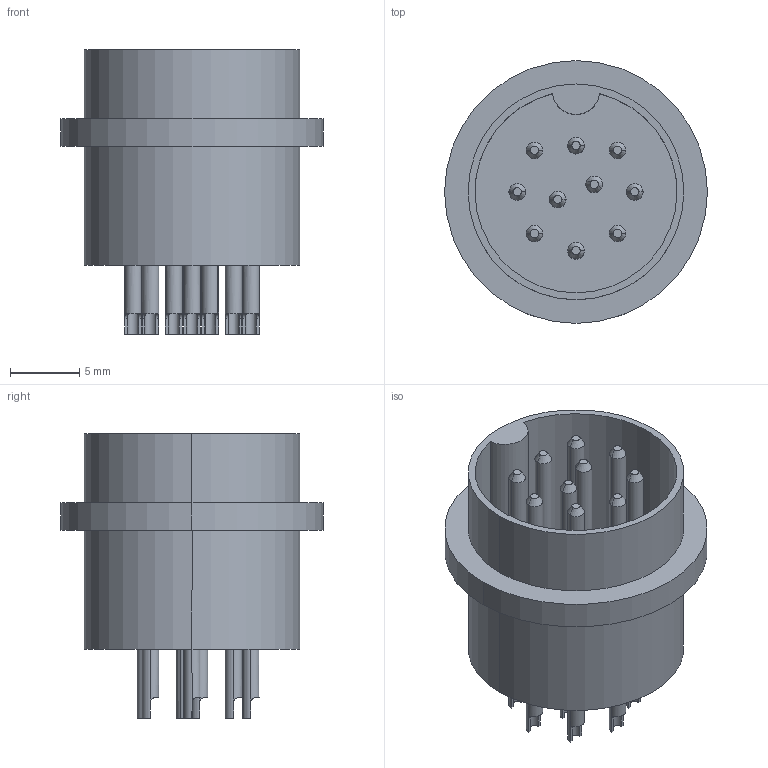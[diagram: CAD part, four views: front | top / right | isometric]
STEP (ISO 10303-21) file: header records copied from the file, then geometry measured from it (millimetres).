
FILE_DESCRIPTION(('CATIA V5 STEP Exchange'),'2;1');
FILE_NAME('GX16-10PINS.stp','2020-04-14T17:36:23+00:00',('none'),('none'),'CATIA Version 5-6 Release 2017','CATIA V5 STEP AP203','none');
FILE_SCHEMA(('CONFIG_CONTROL_DESIGN'));
Length unit declared in the file: millimetre
Products named in the file (1): Konektor
Bounding box: 19 x 19 x 20.6 mm (x, y, z)
Volume: 1522.2 mm3; surface area: 2546.5 mm2
Topology: 1 solids, 1 shells, 173 faces, 467 edges, 341 vertices
Faces by surface type: cylinder 88, plane 65, cone 20
Entity records: 5020 total; most frequent: CARTESIAN_POINT 1119, ORIENTED_EDGE 848, DIRECTION 581, EDGE_CURVE 424, AXIS2_PLACEMENT_3D 282, VERTEX_POINT 276, VECTOR 221, LINE 221
